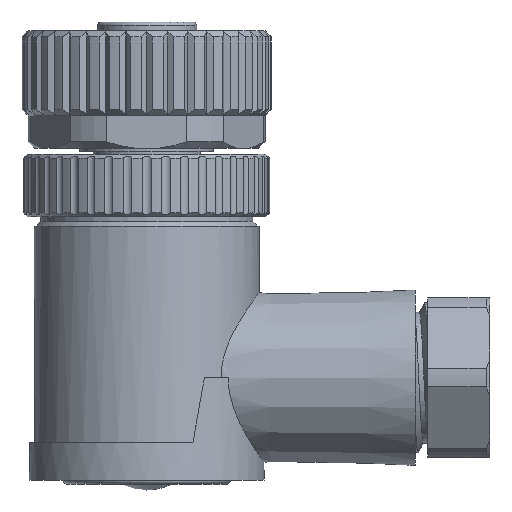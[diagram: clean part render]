
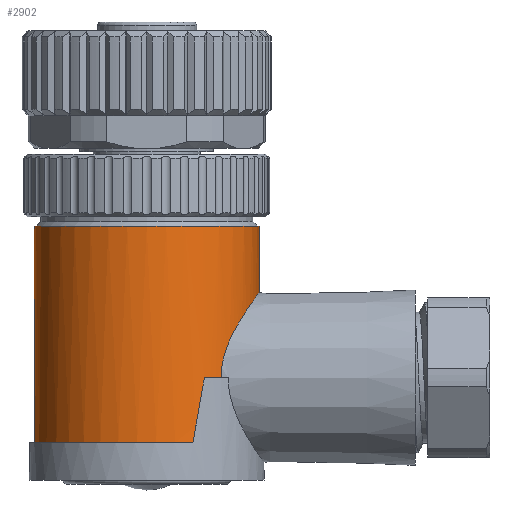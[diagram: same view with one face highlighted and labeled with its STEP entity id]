
A CAD part, left-side view. The second image highlights one B-rep face of the part: STEP entity #2902.
In plain terms, the highlighted cylindrical face has radius 9 mm (diameter 18 mm), a full revolution.
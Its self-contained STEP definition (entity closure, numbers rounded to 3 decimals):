
#2034=CYLINDRICAL_SURFACE('',#11586,9.);
#2337=B_SPLINE_CURVE_WITH_KNOTS('',3,(#15617,#15618,#15619,#15620,#15621,
#15622,#15623,#15624,#15625,#15626,#15627,#15628),.UNSPECIFIED.,.F.,.F.,
(4,2,2,2,2,4),(0.,0.25,0.375,0.5,0.75,1.),.UNSPECIFIED.);
#2897=ELLIPSE('',#11580,51.829,9.);
#2898=ELLIPSE('',#11582,51.829,9.);
#2902=ADVANCED_FACE('',(#3842,#3843),#2034,.T.);
#3842=FACE_BOUND('',#4221,.T.);
#3843=FACE_BOUND('',#4222,.T.);
#4221=EDGE_LOOP('',(#5092,#5093,#5094,#5095,#5096,#5097));
#4222=EDGE_LOOP('',(#5098));
#5092=ORIENTED_EDGE('',*,*,#9413,.F.);
#5093=ORIENTED_EDGE('',*,*,#9414,.F.);
#5094=ORIENTED_EDGE('',*,*,#9415,.F.);
#5095=ORIENTED_EDGE('',*,*,#9416,.F.);
#5096=ORIENTED_EDGE('',*,*,#9417,.T.);
#5097=ORIENTED_EDGE('',*,*,#9418,.F.);
#5098=ORIENTED_EDGE('',*,*,#9419,.F.);
#8298=VERTEX_POINT('',#15609);
#8299=VERTEX_POINT('',#15610);
#8300=VERTEX_POINT('',#15612);
#8301=VERTEX_POINT('',#15614);
#8302=VERTEX_POINT('',#15616);
#8303=VERTEX_POINT('',#15629);
#8304=VERTEX_POINT('',#15632);
#9413=EDGE_CURVE('',#8298,#8299,#2897,.T.);
#9414=EDGE_CURVE('',#8300,#8298,#11016,.T.);
#9415=EDGE_CURVE('',#8301,#8300,#2898,.T.);
#9416=EDGE_CURVE('',#8302,#8301,#11017,.T.);
#9417=EDGE_CURVE('',#8302,#8303,#2337,.T.);
#9418=EDGE_CURVE('',#8299,#8303,#11018,.T.);
#9419=EDGE_CURVE('',#8304,#8304,#11019,.T.);
#11016=CIRCLE('',#11581,9.);
#11017=CIRCLE('',#11583,9.);
#11018=CIRCLE('',#11584,9.);
#11019=CIRCLE('',#11585,9.);
#11580=AXIS2_PLACEMENT_3D('',#15608,#12767,#12768);
#11581=AXIS2_PLACEMENT_3D('',#15611,#12769,#12770);
#11582=AXIS2_PLACEMENT_3D('',#15613,#12771,#12772);
#11583=AXIS2_PLACEMENT_3D('',#15615,#12773,#12774);
#11584=AXIS2_PLACEMENT_3D('',#15630,#12775,#12776);
#11585=AXIS2_PLACEMENT_3D('',#15631,#12777,#12778);
#11586=AXIS2_PLACEMENT_3D('',#15633,#12779,#12780);
#12767=DIRECTION('',(0.,-0.985,-0.174));
#12768=DIRECTION('',(0.,0.174,-0.985));
#12769=DIRECTION('',(0.,0.,-1.));
#12770=DIRECTION('',(1.,0.,0.));
#12771=DIRECTION('',(0.,-0.985,-0.174));
#12772=DIRECTION('',(0.,0.174,-0.985));
#12773=DIRECTION('',(0.,0.,-1.));
#12774=DIRECTION('',(1.,0.,0.));
#12775=DIRECTION('',(0.,0.,-1.));
#12776=DIRECTION('',(1.,0.,0.));
#12777=DIRECTION('',(0.,0.,1.));
#12778=DIRECTION('',(1.,0.,0.));
#12779=DIRECTION('',(0.,0.,-1.));
#12780=DIRECTION('',(1.,0.,0.));
#15608=CARTESIAN_POINT('',(0.,0.,-60.001));
#15609=CARTESIAN_POINT('',(8.203,-3.703,-39.));
#15610=CARTESIAN_POINT('',(7.724,-4.62,-33.8));
#15611=CARTESIAN_POINT('',(0.,0.,-39.));
#15612=CARTESIAN_POINT('',(-8.203,-3.703,-39.));
#15613=CARTESIAN_POINT('',(0.,0.,-60.001));
#15614=CARTESIAN_POINT('',(-7.724,-4.62,-33.8));
#15615=CARTESIAN_POINT('',(0.,0.,-33.8));
#15616=CARTESIAN_POINT('',(-6.754,-5.949,-33.8));
#15617=CARTESIAN_POINT('',(-6.754,-5.949,-33.8));
#15618=CARTESIAN_POINT('',(-6.754,-5.949,-31.917));
#15619=CARTESIAN_POINT('',(-6.006,-6.849,-30.244));
#15620=CARTESIAN_POINT('',(-4.223,-7.979,-28.417));
#15621=CARTESIAN_POINT('',(-3.513,-8.33,-27.916));
#15622=CARTESIAN_POINT('',(-1.878,-8.843,-27.2));
#15623=CARTESIAN_POINT('',(-0.946,-8.998,-26.995));
#15624=CARTESIAN_POINT('',(1.845,-9.003,-26.989));
#15625=CARTESIAN_POINT('',(3.613,-8.363,-27.796));
#15626=CARTESIAN_POINT('',(6.004,-6.853,-30.237));
#15627=CARTESIAN_POINT('',(6.754,-5.949,-31.915));
#15628=CARTESIAN_POINT('',(6.754,-5.949,-33.8));
#15629=CARTESIAN_POINT('',(6.754,-5.949,-33.8));
#15630=CARTESIAN_POINT('',(0.,0.,-33.8));
#15631=CARTESIAN_POINT('',(0.,0.,-21.65));
#15632=CARTESIAN_POINT('',(9.,0.,-21.65));
#15633=CARTESIAN_POINT('',(0.,0.,-21.65));
